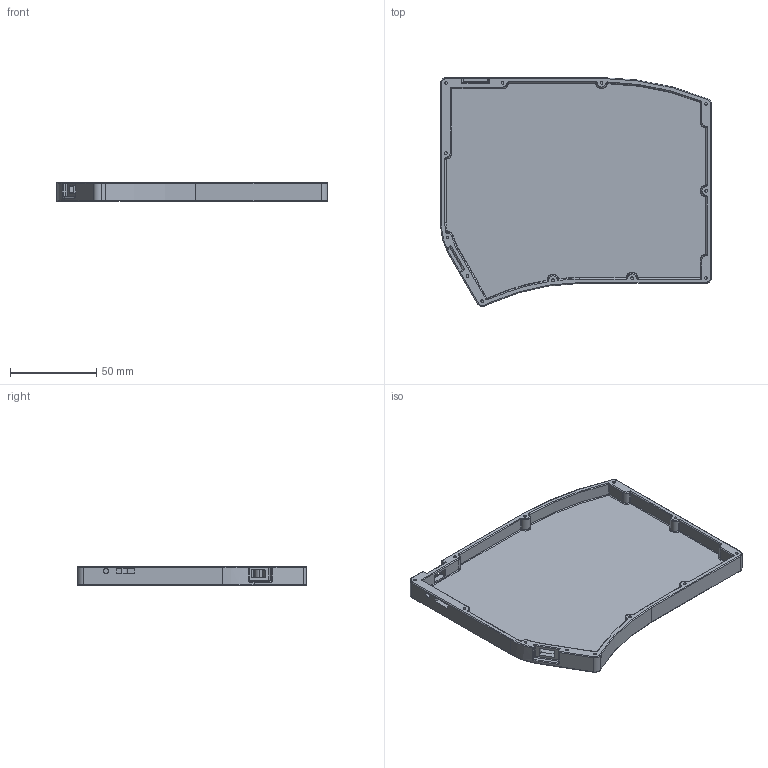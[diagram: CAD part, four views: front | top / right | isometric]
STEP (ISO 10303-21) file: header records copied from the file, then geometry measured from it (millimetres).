
FILE_DESCRIPTION(/* description */ (''),/* implementation_level */ '2;1');
FILE_NAME(/* name */ 'Case_CNC_R.step',/* time_stamp */ '2022-02-15T19:25:58+00:00',/* author */ (''),/* organization */ (''),/* preprocessor_version */ 'ST-DEVELOPER v18.1',/* originating_system */ 'Autodesk Translation Framework v10.13.0.1454',/* authorisation */ '');
FILE_SCHEMA (('AUTOMOTIVE_DESIGN { 1 0 10303 214 3 1 1 }'));
Length unit declared in the file: millimetre
Products named in the file (1): Case_CNC
Bounding box: 156.91 x 132.65 x 11 mm (x, y, z)
Volume: 70906.6 mm3; surface area: 47349.8 mm2
Topology: 1 solids, 1 shells, 260 faces, 578 edges, 324 vertices
Faces by surface type: cylinder 116, torus 59, plane 52, sphere 24, bspline 9
Full cylindrical faces by diameter (mm): 1.6 x12, 3 x1
Entity records: 7703 total; most frequent: CARTESIAN_POINT 1793, DIRECTION 1379, ORIENTED_EDGE 1140, AXIS2_PLACEMENT_3D 576, EDGE_CURVE 570, VERTEX_POINT 324, CIRCLE 307, EDGE_LOOP 280
